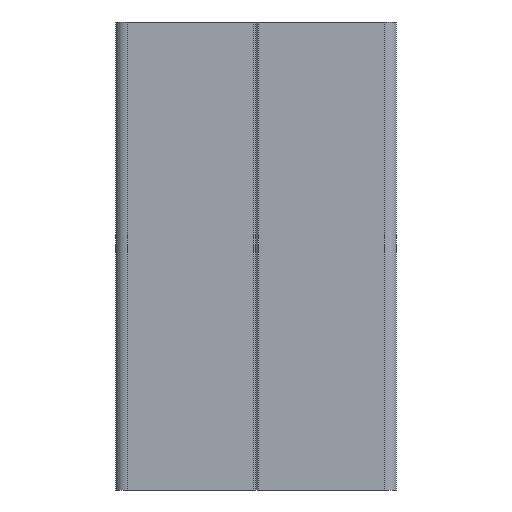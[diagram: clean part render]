
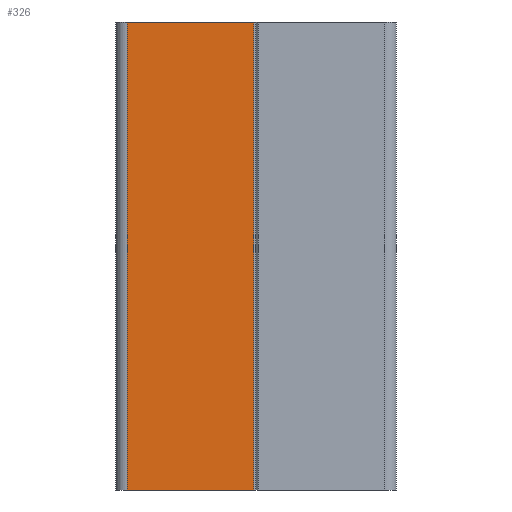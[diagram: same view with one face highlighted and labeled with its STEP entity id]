
A CAD part, front view. The second image highlights one B-rep face of the part: STEP entity #326.
In plain terms, the highlighted planar face has unit normal (0, -1, 0).
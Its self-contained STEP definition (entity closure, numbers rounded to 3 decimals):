
#268=CARTESIAN_POINT('',(-27.5,-0.5,0.0));
#269=VERTEX_POINT('',#268);
#277=CARTESIAN_POINT('',(-27.5,-0.5,100.0));
#278=VERTEX_POINT('',#277);
#279=CARTESIAN_POINT('',(-27.5,-0.5,0.0));
#280=DIRECTION('',(0.0,0.0,1.0));
#281=VECTOR('',#280,100.0);
#282=LINE('',#279,#281);
#283=EDGE_CURVE('',#269,#278,#282,.T.);
#296=CARTESIAN_POINT('',(-27.5,-0.5,0.0));
#297=DIRECTION('',(0.0,-1.0,0.0));
#298=DIRECTION('',(1.0,0.0,0.0));
#299=AXIS2_PLACEMENT_3D('',#296,#297,#298);
#300=PLANE('',#299);
#301=CARTESIAN_POINT('',(-0.5,-0.5,0.0));
#302=VERTEX_POINT('',#301);
#303=CARTESIAN_POINT('',(-27.5,-0.5,0.0));
#304=DIRECTION('',(1.0,0.0,0.0));
#305=VECTOR('',#304,27.);
#306=LINE('',#303,#305);
#307=EDGE_CURVE('',#269,#302,#306,.T.);
#308=ORIENTED_EDGE('',*,*,#307,.T.);
#309=CARTESIAN_POINT('',(-0.5,-0.5,100.0));
#310=VERTEX_POINT('',#309);
#311=CARTESIAN_POINT('',(-0.5,-0.5,0.0));
#312=DIRECTION('',(0.0,0.0,1.0));
#313=VECTOR('',#312,100.0);
#314=LINE('',#311,#313);
#315=EDGE_CURVE('',#302,#310,#314,.T.);
#316=ORIENTED_EDGE('',*,*,#315,.T.);
#317=CARTESIAN_POINT('',(-27.5,-0.5,100.0));
#318=DIRECTION('',(1.0,0.0,0.0));
#319=VECTOR('',#318,27.);
#320=LINE('',#317,#319);
#321=EDGE_CURVE('',#278,#310,#320,.T.);
#322=ORIENTED_EDGE('',*,*,#321,.F.);
#323=ORIENTED_EDGE('',*,*,#283,.F.);
#324=EDGE_LOOP('',(#308,#316,#322,#323));
#325=FACE_OUTER_BOUND('',#324,.T.);
#326=ADVANCED_FACE('',(#325),#300,.T.);
